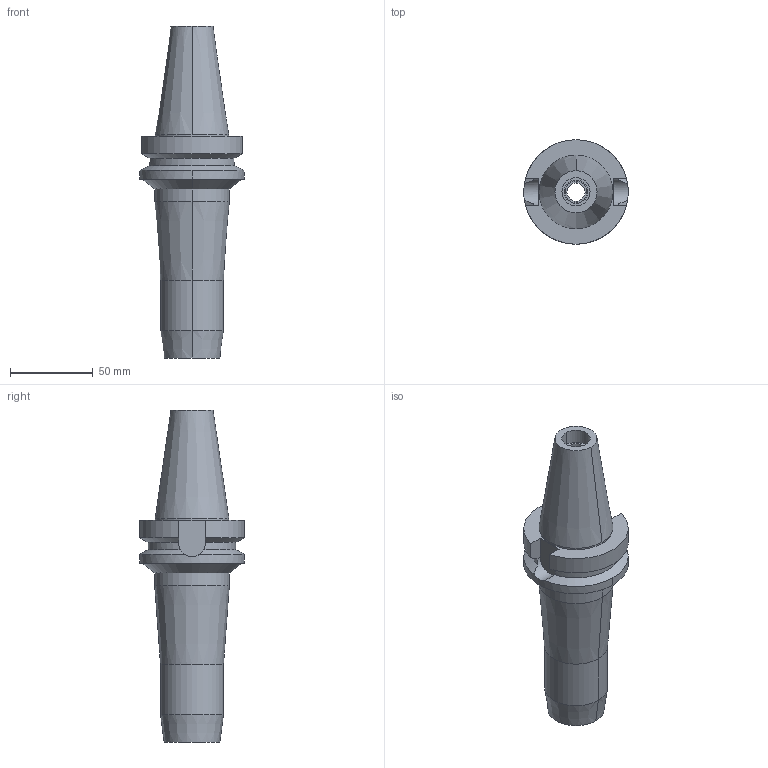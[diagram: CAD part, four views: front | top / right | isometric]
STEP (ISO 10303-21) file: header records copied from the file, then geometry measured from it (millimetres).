
FILE_DESCRIPTION((''),'2;1');
FILE_NAME('BBT40-HDC16-135','2018-07-13T',('ykawabe'),(''),'CREO PARAMETRIC BY PTC INC, 2016380','CREO PARAMETRIC BY PTC INC, 2016380','');
FILE_SCHEMA(('AUTOMOTIVE_DESIGN { 1 0 10303 214 1 1 1 1 }'));
Length unit declared in the file: millimetre
Products named in the file (1): BBT40-HDC16-135
Bounding box: 63 x 63 x 200.1 mm (x, y, z)
Volume: 242527.2 mm3; surface area: 40117.4 mm2
Topology: 1 solids, 1 shells, 59 faces, 145 edges, 97 vertices
Faces by surface type: cylinder 30, plane 17, cone 12
Entity records: 2577 total; most frequent: CARTESIAN_POINT 376, DIRECTION 334, ORIENTED_EDGE 290, PRESENTATION_STYLE_ASSIGNMENT 150, STYLED_ITEM 150, CURVE_STYLE 149, EDGE_CURVE 145, AXIS2_PLACEMENT_3D 140
